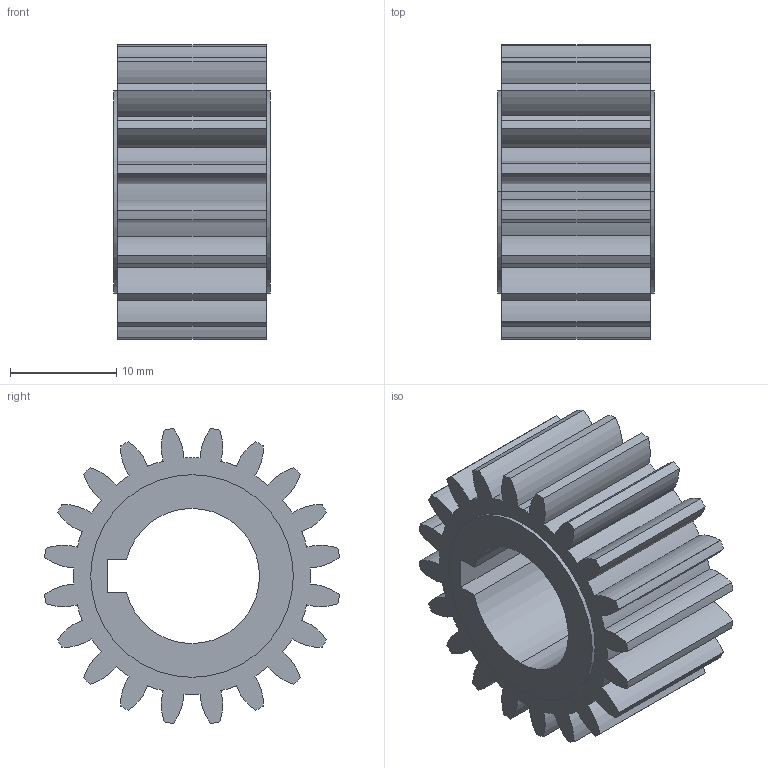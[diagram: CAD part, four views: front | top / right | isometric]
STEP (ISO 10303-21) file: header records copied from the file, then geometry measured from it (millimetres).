
FILE_DESCRIPTION (( 'STEP AP203' ), '1' );
FILE_NAME ('20.round500.AM.STEP', '2014-06-22T06:23:29', ( '' ), ( '' ), 'SwSTEP 2.0', 'SolidWorks 2013', '' );
FILE_SCHEMA (( 'CONFIG_CONTROL_DESIGN' ));
Length unit declared in the file: inch
Products named in the file (1): 20.round500.AM
Bounding box: 14.73 x 27.72 x 27.72 mm (x, y, z)
Volume: 5081.5 mm3; surface area: 3726.9 mm2
Topology: 1 solids, 1 shells, 99 faces, 285 edges, 190 vertices
Faces by surface type: cylinder 92, plane 7
Entity records: 3446 total; most frequent: DIRECTION 669, CARTESIAN_POINT 575, ORIENTED_EDGE 570, EDGE_CURVE 285, AXIS2_PLACEMENT_3D 284, VERTEX_POINT 190, CIRCLE 184, EDGE_LOOP 103
